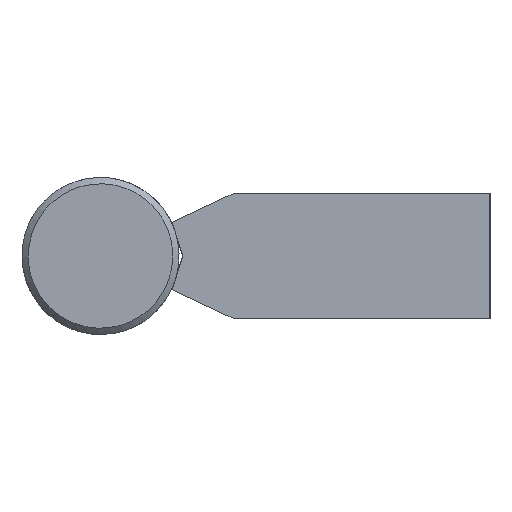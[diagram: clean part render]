
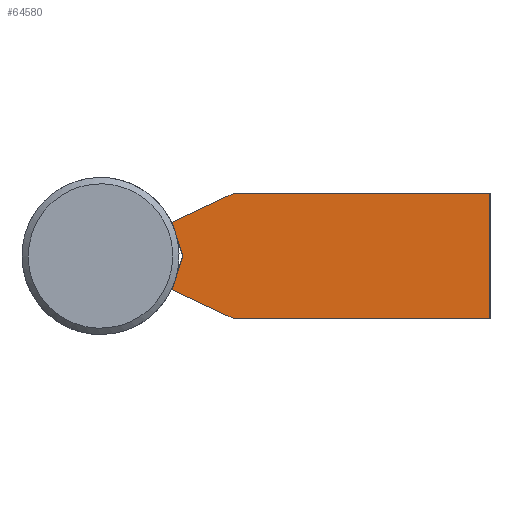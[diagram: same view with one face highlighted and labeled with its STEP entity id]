
A CAD part, left-side view. The second image highlights one B-rep face of the part: STEP entity #64580.
In plain terms, the highlighted free-form (B-spline) face has degree [1, 1] with [2, 2] control points.
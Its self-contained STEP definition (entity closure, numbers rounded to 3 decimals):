
#3520 = CARTESIAN_POINT ('', (0., 50.606, -5.4));
#3530 = VERTEX_POINT ('', #3520);
#3590 = CARTESIAN_POINT ('', (0., 48.904, 0.));
#3600 = VERTEX_POINT ('', #3590);
#3610 = CARTESIAN_POINT ('', (0., 48.904, 0.));
#3620 = CARTESIAN_POINT ('', (0., 49.471, -1.8));
#3630 = CARTESIAN_POINT ('', (0., 50.039, -3.6));
#3640 = CARTESIAN_POINT ('', (0., 50.606, -5.4));
#3650 = B_SPLINE_CURVE_WITH_KNOTS ('', 3, (#3610, #3620, #3630, #3640), .UNSPECIFIED., .F., .U., (4, 4), (0., 1.), .UNSPECIFIED.);
#3660 = EDGE_CURVE ('', #3600, #3530, #3650, .T.);
#11690 = CARTESIAN_POINT ('', (0., 50.606, 5.4));
#11700 = VERTEX_POINT ('', #11690);
#11710 = CARTESIAN_POINT ('', (0., 48.904, 0.));
#11720 = CARTESIAN_POINT ('', (0., 50.606, 5.4));
#11730 = B_SPLINE_CURVE_WITH_KNOTS ('', 1, (#11710, #11720), .UNSPECIFIED., .F., .U., (2, 2), (0., 1.), .UNSPECIFIED.);
#11740 = EDGE_CURVE ('', #3600, #11700, #11730, .T.);
#14640 = CARTESIAN_POINT ('', (0., 0., 10.));
#14650 = VERTEX_POINT ('', #14640);
#14660 = CARTESIAN_POINT ('', (0., 0., -10.));
#14670 = VERTEX_POINT ('', #14660);
#14680 = CARTESIAN_POINT ('', (0., 0., 10.));
#14690 = CARTESIAN_POINT ('', (0., 0., -10.));
#14700 = B_SPLINE_CURVE_WITH_KNOTS ('', 1, (#14680, #14690), .UNSPECIFIED., .F., .U., (2, 2), (0., 1.), .UNSPECIFIED.);
#14710 = EDGE_CURVE ('', #14650, #14670, #14700, .T.);
#25630 = CARTESIAN_POINT ('', (0., 40.742, -10.));
#25640 = VERTEX_POINT ('', #25630);
#25650 = CARTESIAN_POINT ('', (0., 0., -10.));
#25660 = CARTESIAN_POINT ('', (0., 40.742, -10.));
#25670 = B_SPLINE_CURVE_WITH_KNOTS ('', 1, (#25650, #25660), .UNSPECIFIED., .F., .U., (2, 2), (0., 1.), .UNSPECIFIED.);
#25680 = EDGE_CURVE ('', #14670, #25640, #25670, .T.);
#38180 = CARTESIAN_POINT ('', (0., 40.742, 10.));
#38190 = VERTEX_POINT ('', #38180);
#38200 = CARTESIAN_POINT ('', (0., 40.742, 10.));
#38210 = CARTESIAN_POINT ('', (0., 0., 10.));
#38220 = B_SPLINE_CURVE_WITH_KNOTS ('', 1, (#38200, #38210), .UNSPECIFIED., .F., .U., (2, 2), (0., 1.), .UNSPECIFIED.);
#38230 = EDGE_CURVE ('', #38190, #14650, #38220, .T.);
#64220 = CARTESIAN_POINT ('', (0., 50.606, 5.4));
#64230 = CARTESIAN_POINT ('', (0., 40.742, 10.));
#64240 = B_SPLINE_CURVE_WITH_KNOTS ('', 1, (#64220, #64230), .UNSPECIFIED., .F., .U., (2, 2), (0., 1.), .UNSPECIFIED.);
#64250 = EDGE_CURVE ('', #11700, #38190, #64240, .T.);
#64380 = CARTESIAN_POINT ('', (0., 50.606, -5.4));
#64390 = CARTESIAN_POINT ('', (0., 47.318, -6.933));
#64400 = CARTESIAN_POINT ('', (0., 44.03, -8.467));
#64410 = CARTESIAN_POINT ('', (0., 40.742, -10.));
#64420 = B_SPLINE_CURVE_WITH_KNOTS ('', 3, (#64380, #64390, #64400, #64410), .UNSPECIFIED., .F., .U., (4, 4), (0., 1.), .UNSPECIFIED.);
#64430 = EDGE_CURVE ('', #3530, #25640, #64420, .T.);
#64440 = ORIENTED_EDGE ('', *, *, #64430, .T.);
#64450 = ORIENTED_EDGE ('', *, *, #25680, .F.);
#64460 = ORIENTED_EDGE ('', *, *, #14710, .F.);
#64470 = ORIENTED_EDGE ('', *, *, #38230, .F.);
#64480 = ORIENTED_EDGE ('', *, *, #64250, .F.);
#64490 = ORIENTED_EDGE ('', *, *, #11740, .F.);
#64500 = ORIENTED_EDGE ('', *, *, #3660, .T.);
#64510 = EDGE_LOOP ('', (#64440, #64450, #64460, #64470, #64480, #64490, #64500));
#64520 = FACE_OUTER_BOUND ('', #64510, .T.);
#64530 = CARTESIAN_POINT ('', (0., 0., -10.));
#64540 = CARTESIAN_POINT ('', (0., 50.91, -10.));
#64550 = CARTESIAN_POINT ('', (0., 0., 10.));
#64560 = CARTESIAN_POINT ('', (0., 50.91, 10.));
#64570 = B_SPLINE_SURFACE_WITH_KNOTS ('', 1, 1, ((#64530, #64540), (#64550, #64560)), .UNSPECIFIED., .F., .F., .U., (2, 2), (2, 2), (0., 1.), (0., 1.), .UNSPECIFIED.);
#64580 = ADVANCED_FACE ('', (#64520), #64570, .T.);
